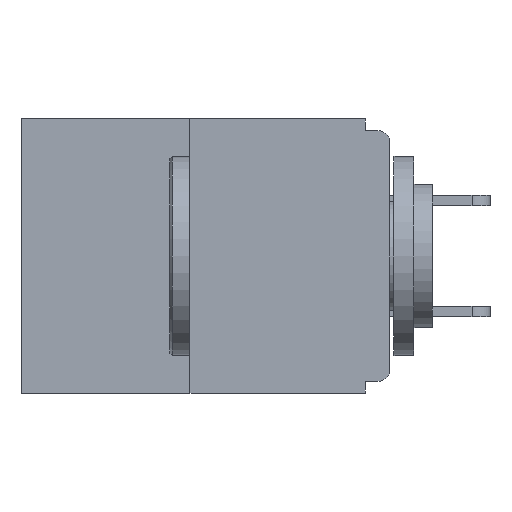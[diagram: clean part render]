
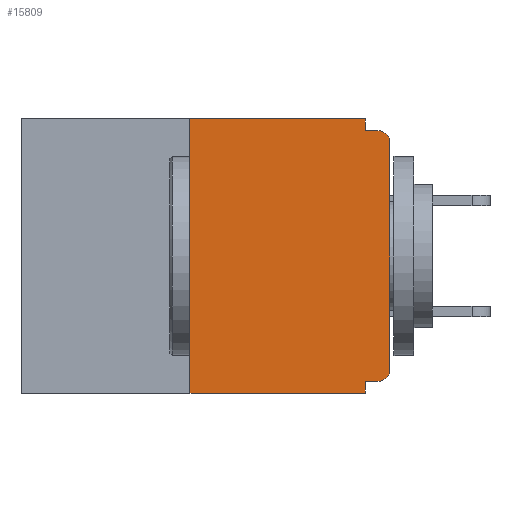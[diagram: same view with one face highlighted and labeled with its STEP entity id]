
A CAD part, left-side view. The second image highlights one B-rep face of the part: STEP entity #15809.
In plain terms, the highlighted planar face has unit normal (-1, 0, 0).
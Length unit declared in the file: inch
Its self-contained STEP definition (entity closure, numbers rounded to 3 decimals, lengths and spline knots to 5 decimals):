
#58 = PLANE ( 'NONE',  #14828 ) ;
#205 = EDGE_CURVE ( 'NONE', #15631, #13638, #8505, .T. ) ;
#957 = CARTESIAN_POINT ( 'NONE',  ( 0., 0.031, 0. ) ) ;
#1039 = DIRECTION ( 'NONE',  ( -1., 0., 0. ) ) ;
#1205 = CARTESIAN_POINT ( 'NONE',  ( 0., 0., 0. ) ) ;
#2342 = VERTEX_POINT ( 'NONE', #10155 ) ;
#2598 = VECTOR ( 'NONE', #2888, 39.37008 ) ;
#2651 = VERTEX_POINT ( 'NONE', #9377 ) ;
#2888 = DIRECTION ( 'NONE',  ( 0., -1., 0. ) ) ;
#3224 = AXIS2_PLACEMENT_3D ( 'NONE', #18906, #4762, #17378 ) ;
#3671 = CARTESIAN_POINT ( 'NONE',  ( 0., 0.031, -0.343 ) ) ;
#3895 = VECTOR ( 'NONE', #13565, 39.37008 ) ;
#4176 = EDGE_CURVE ( 'NONE', #9019, #18585, #11812, .T. ) ;
#4762 = DIRECTION ( 'NONE',  ( -1., 0., 0. ) ) ;
#4768 = VECTOR ( 'NONE', #10484, 39.37008 ) ;
#4834 = DIRECTION ( 'NONE',  ( 1., 0., 0. ) ) ;
#5004 = CARTESIAN_POINT ( 'NONE',  ( 0., 0.25, 0. ) ) ;
#5108 = VERTEX_POINT ( 'NONE', #10230 ) ;
#5248 = EDGE_CURVE ( 'NONE', #16164, #9019, #18429, .T. ) ;
#5321 = ORIENTED_EDGE ( 'NONE', *, *, #17337, .T. ) ;
#5838 = ORIENTED_EDGE ( 'NONE', *, *, #13625, .T. ) ;
#6000 = CARTESIAN_POINT ( 'NONE',  ( 0., 0.015, -0.015 ) ) ;
#6373 = VERTEX_POINT ( 'NONE', #5004 ) ;
#6560 = VERTEX_POINT ( 'NONE', #6000 ) ;
#6756 = CARTESIAN_POINT ( 'NONE',  ( 0., 0.25, 0. ) ) ;
#6777 = LINE ( 'NONE', #17322, #8477 ) ;
#7054 = VECTOR ( 'NONE', #9832, 39.37008 ) ;
#7180 = LINE ( 'NONE', #957, #4768 ) ;
#7398 = DIRECTION ( 'NONE',  ( 0., 0., -1. ) ) ;
#7497 = FACE_OUTER_BOUND ( 'NONE', #9376, .T. ) ;
#7794 = LINE ( 'NONE', #20308, #2598 ) ;
#8049 = DIRECTION ( 'NONE',  ( 0., 0., -1. ) ) ;
#8338 = DIRECTION ( 'NONE',  ( 0., 0., -1. ) ) ;
#8477 = VECTOR ( 'NONE', #17526, 39.37008 ) ;
#8505 = LINE ( 'NONE', #3671, #15454 ) ;
#8631 = EDGE_CURVE ( 'NONE', #2342, #6560, #19456, .T. ) ;
#9019 = VERTEX_POINT ( 'NONE', #14759 ) ;
#9376 = EDGE_LOOP ( 'NONE', ( #12271, #10811, #5838, #9767, #10338, #11843, #17619, #5321, #19700, #11223 ) ) ;
#9377 = CARTESIAN_POINT ( 'NONE',  ( 0., 0.031, 0. ) ) ;
#9478 = EDGE_CURVE ( 'NONE', #6373, #2651, #15465, .T. ) ;
#9767 = ORIENTED_EDGE ( 'NONE', *, *, #205, .F. ) ;
#9832 = DIRECTION ( 'NONE',  ( 0., -1., 0. ) ) ;
#10155 = CARTESIAN_POINT ( 'NONE',  ( 0., 0.031, -0.015 ) ) ;
#10230 = CARTESIAN_POINT ( 'NONE',  ( 0., 0.25, -0.343 ) ) ;
#10338 = ORIENTED_EDGE ( 'NONE', *, *, #15743, .F. ) ;
#10397 = CARTESIAN_POINT ( 'NONE',  ( 0., 0.031, -0.328 ) ) ;
#10484 = DIRECTION ( 'NONE',  ( 0., 0., -1. ) ) ;
#10811 = ORIENTED_EDGE ( 'NONE', *, *, #13442, .F. ) ;
#10818 = CARTESIAN_POINT ( 'NONE',  ( 0., 0.031, -0.343 ) ) ;
#11223 = ORIENTED_EDGE ( 'NONE', *, *, #12383, .F. ) ;
#11812 = LINE ( 'NONE', #1205, #17472 ) ;
#11843 = ORIENTED_EDGE ( 'NONE', *, *, #5248, .T. ) ;
#12271 = ORIENTED_EDGE ( 'NONE', *, *, #9478, .F. ) ;
#12383 = EDGE_CURVE ( 'NONE', #2651, #2342, #7180, .T. ) ;
#12609 = CARTESIAN_POINT ( 'NONE',  ( 0., 0., -0.03 ) ) ;
#12903 = LINE ( 'NONE', #6756, #16080 ) ;
#13144 = DIRECTION ( 'NONE',  ( 0., 0., 1. ) ) ;
#13193 = CARTESIAN_POINT ( 'NONE',  ( 0., 0.46, 0. ) ) ;
#13442 = EDGE_CURVE ( 'NONE', #5108, #6373, #12903, .T. ) ;
#13565 = DIRECTION ( 'NONE',  ( 0., -1., 0. ) ) ;
#13625 = EDGE_CURVE ( 'NONE', #5108, #13638, #7794, .T. ) ;
#13638 = VERTEX_POINT ( 'NONE', #10818 ) ;
#13878 = DIRECTION ( 'NONE',  ( 0., 0., 1. ) ) ;
#13927 = CARTESIAN_POINT ( 'NONE',  ( 0., 0.015, -0.313 ) ) ;
#14302 = CARTESIAN_POINT ( 'NONE',  ( 0., 0.46, 0. ) ) ;
#14759 = CARTESIAN_POINT ( 'NONE',  ( 0., 0., -0.313 ) ) ;
#14828 = AXIS2_PLACEMENT_3D ( 'NONE', #14302, #4834, #8049 ) ;
#14880 = CIRCLE ( 'NONE', #3224, 0.015 ) ;
#15454 = VECTOR ( 'NONE', #8338, 39.37008 ) ;
#15465 = LINE ( 'NONE', #13193, #7054 ) ;
#15631 = VERTEX_POINT ( 'NONE', #10397 ) ;
#15743 = EDGE_CURVE ( 'NONE', #16164, #15631, #6777, .T. ) ;
#15809 = ADVANCED_FACE ( 'NONE', ( #7497 ), #58, .F. ) ;
#15915 = AXIS2_PLACEMENT_3D ( 'NONE', #13927, #1039, #7398 ) ;
#16080 = VECTOR ( 'NONE', #13144, 39.37008 ) ;
#16164 = VERTEX_POINT ( 'NONE', #20317 ) ;
#17322 = CARTESIAN_POINT ( 'NONE',  ( 0., 0., -0.328 ) ) ;
#17337 = EDGE_CURVE ( 'NONE', #18585, #6560, #14880, .T. ) ;
#17378 = DIRECTION ( 'NONE',  ( 0., 0., -1. ) ) ;
#17472 = VECTOR ( 'NONE', #13878, 39.37008 ) ;
#17526 = DIRECTION ( 'NONE',  ( 0., 1., 0. ) ) ;
#17619 = ORIENTED_EDGE ( 'NONE', *, *, #4176, .T. ) ;
#18270 = CARTESIAN_POINT ( 'NONE',  ( 0., 0., -0.015 ) ) ;
#18429 = CIRCLE ( 'NONE', #15915, 0.015 ) ;
#18585 = VERTEX_POINT ( 'NONE', #12609 ) ;
#18906 = CARTESIAN_POINT ( 'NONE',  ( 0., 0.015, -0.03 ) ) ;
#19456 = LINE ( 'NONE', #18270, #3895 ) ;
#19700 = ORIENTED_EDGE ( 'NONE', *, *, #8631, .F. ) ;
#20308 = CARTESIAN_POINT ( 'NONE',  ( 0., 0.46, -0.343 ) ) ;
#20317 = CARTESIAN_POINT ( 'NONE',  ( 0., 0.015, -0.328 ) ) ;
